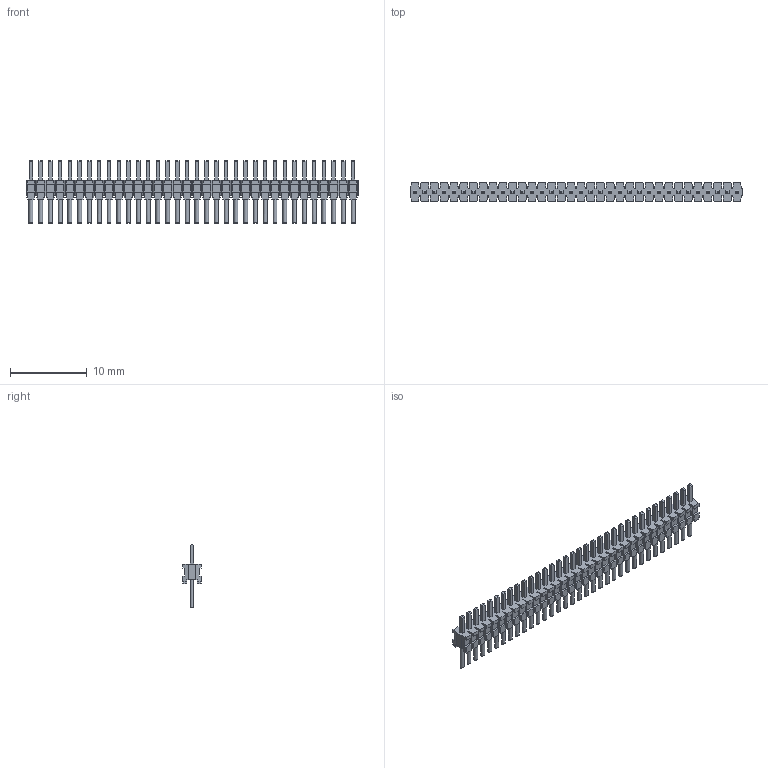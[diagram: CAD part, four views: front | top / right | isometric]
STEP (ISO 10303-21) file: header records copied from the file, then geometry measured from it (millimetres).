
FILE_DESCRIPTION(('FreeCAD Model'),'2;1');
FILE_NAME('Open CASCADE Shape Model','2025-01-08T14:05:50',(''),(''), 'Open CASCADE STEP processor 7.8','FreeCAD','Unknown');
FILE_SCHEMA(('AUTOMOTIVE_DESIGN { 1 0 10303 214 1 1 1 1 }'));
Length unit declared in the file: millimetre
Products named in the file (2): T-1M6-34-02-S; TMS-134-S_header
Bounding box: 43.18 x 2.44 x 8.13 mm (x, y, z)
Volume: 242.7 mm3; surface area: 1302.6 mm2
Topology: 2 solids, 2 shells, 1449 faces, 4232 edges, 2820 vertices
Faces by surface type: plane 1415, cylinder 34
Full cylindrical faces by diameter (mm): 0.508 x34
Entity records: 47284 total; most frequent: CARTESIAN_POINT 8536, ORIENTED_EDGE 8464, DIRECTION 7302, EDGE_CURVE 4232, LINE 3994, VECTOR 3994, VERTEX_POINT 2820, AXIS2_PLACEMENT_3D 1654
